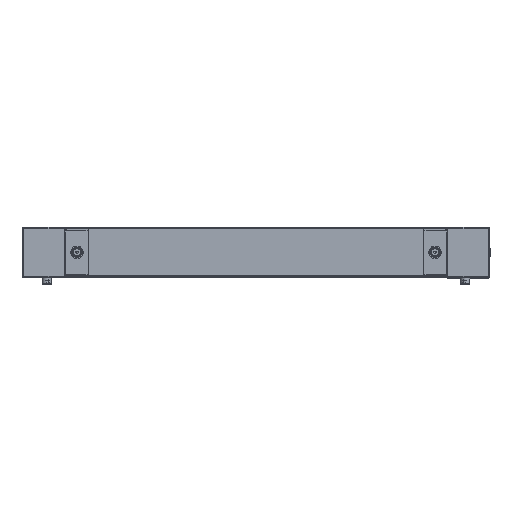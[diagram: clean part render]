
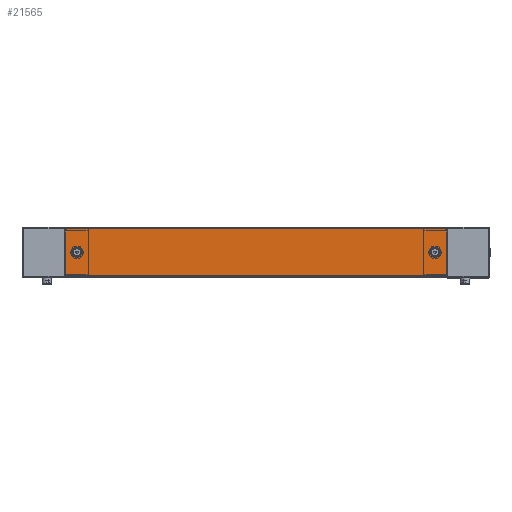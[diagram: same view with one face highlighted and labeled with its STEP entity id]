
A CAD part, top view. The second image highlights one B-rep face of the part: STEP entity #21565.
In plain terms, the highlighted face is planar.
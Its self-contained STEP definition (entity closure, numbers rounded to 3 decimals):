
#2151 = EDGE_LOOP ( 'NONE', ( #20465, #20466 ) ) ;
#2152 = EDGE_LOOP ( 'NONE', ( #20461, #20462, #20463, #20464 ) ) ;
#2154 = EDGE_LOOP ( 'NONE', ( #20459, #20460 ) ) ;
#3705 = CIRCLE ( 'NONE', #12167, 10. ) ;
#3719 = VECTOR ( 'NONE', #13143, 1000. ) ;
#3723 = VECTOR ( 'NONE', #13142, 1000. ) ;
#3725 = CIRCLE ( 'NONE', #12166, 10. ) ;
#3727 = LINE ( 'NONE', #13133, #3723 ) ;
#3729 = LINE ( 'NONE', #13141, #3719 ) ;
#3736 = VECTOR ( 'NONE', #13140, 1000. ) ;
#3739 = LINE ( 'NONE', #13139, #3736 ) ;
#3774 = VECTOR ( 'NONE', #13115, 1000. ) ;
#3790 = LINE ( 'NONE', #13114, #3774 ) ;
#3816 = CIRCLE ( 'NONE', #12180, 10. ) ;
#3822 = CIRCLE ( 'NONE', #12181, 10. ) ;
#7231 = FACE_BOUND ( 'NONE', #2151, .T. ) ;
#7239 = FACE_OUTER_BOUND ( 'NONE', #2152, .T. ) ;
#8626 = FACE_BOUND ( 'NONE', #2154, .T. ) ;
#8637 = VERTEX_POINT ( 'NONE', #9042 ) ;
#8671 = VERTEX_POINT ( 'NONE', #9068 ) ;
#8676 = VERTEX_POINT ( 'NONE', #9071 ) ;
#9042 = CARTESIAN_POINT ( 'NONE',  ( -389., -47.9, 0. ) ) ;
#9068 = CARTESIAN_POINT ( 'NONE',  ( -373.5, 0., 0. ) ) ;
#9071 = CARTESIAN_POINT ( 'NONE',  ( 389., -47.9, 0. ) ) ;
#12166 = AXIS2_PLACEMENT_3D ( 'NONE', #13136, #13137, #13138 ) ;
#12167 = AXIS2_PLACEMENT_3D ( 'NONE', #13147, #13148, #13149 ) ;
#12180 = AXIS2_PLACEMENT_3D ( 'NONE', #13075, #13076, #13077 ) ;
#12181 = AXIS2_PLACEMENT_3D ( 'NONE', #13068, #13070, #13071 ) ;
#13068 = CARTESIAN_POINT ( 'NONE',  ( 363.5, 0., 0. ) ) ;
#13070 = DIRECTION ( 'NONE',  ( 0., 0., -1. ) ) ;
#13071 = DIRECTION ( 'NONE',  ( -1., 0., 0. ) ) ;
#13075 = CARTESIAN_POINT ( 'NONE',  ( -363.5, 0., 0. ) ) ;
#13076 = DIRECTION ( 'NONE',  ( 0., 0., 1. ) ) ;
#13077 = DIRECTION ( 'NONE',  ( 1., 0., 0. ) ) ;
#13114 = CARTESIAN_POINT ( 'NONE',  ( 389., 48., 0. ) ) ;
#13115 = DIRECTION ( 'NONE',  ( 0., 1., 0. ) ) ;
#13133 = CARTESIAN_POINT ( 'NONE',  ( 389., -47.9, 0. ) ) ;
#13136 = CARTESIAN_POINT ( 'NONE',  ( -363.5, 0., 0. ) ) ;
#13137 = DIRECTION ( 'NONE',  ( 0., 0., 1. ) ) ;
#13138 = DIRECTION ( 'NONE',  ( 1., 0., 0. ) ) ;
#13139 = CARTESIAN_POINT ( 'NONE',  ( -389., 48., 0. ) ) ;
#13140 = DIRECTION ( 'NONE',  ( 0., -1., 0. ) ) ;
#13141 = CARTESIAN_POINT ( 'NONE',  ( -389., 47.9, 0. ) ) ;
#13142 = DIRECTION ( 'NONE',  ( -1., 0., 0. ) ) ;
#13143 = DIRECTION ( 'NONE',  ( 1., 0., 0. ) ) ;
#13147 = CARTESIAN_POINT ( 'NONE',  ( 363.5, 0., 0. ) ) ;
#13148 = DIRECTION ( 'NONE',  ( 0., 0., -1. ) ) ;
#13149 = DIRECTION ( 'NONE',  ( -1., 0., 0. ) ) ;
#17012 = CARTESIAN_POINT ( 'NONE',  ( -389., -48., 0. ) ) ;
#17013 = PLANE ( 'NONE',  #23168 ) ;
#17014 = DIRECTION ( 'NONE',  ( 0., 0., 1. ) ) ;
#17015 = DIRECTION ( 'NONE',  ( 1., 0., 0. ) ) ;
#18538 = VERTEX_POINT ( 'NONE', #22857 ) ;
#18614 = VERTEX_POINT ( 'NONE', #19493 ) ;
#18661 = VERTEX_POINT ( 'NONE', #19540 ) ;
#18665 = VERTEX_POINT ( 'NONE', #19544 ) ;
#18666 = VERTEX_POINT ( 'NONE', #19545 ) ;
#19493 = CARTESIAN_POINT ( 'NONE',  ( 373.5, 0., 0. ) ) ;
#19540 = CARTESIAN_POINT ( 'NONE',  ( -389., 47.9, 0. ) ) ;
#19544 = CARTESIAN_POINT ( 'NONE',  ( 389., 47.9, 0. ) ) ;
#19545 = CARTESIAN_POINT ( 'NONE',  ( 353.5, 0., 0. ) ) ;
#20459 = ORIENTED_EDGE ( 'NONE', *, *, #24700, .T. ) ;
#20460 = ORIENTED_EDGE ( 'NONE', *, *, #24725, .T. ) ;
#20461 = ORIENTED_EDGE ( 'NONE', *, *, #24727, .T. ) ;
#20462 = ORIENTED_EDGE ( 'NONE', *, *, #24726, .F. ) ;
#20463 = ORIENTED_EDGE ( 'NONE', *, *, #24728, .T. ) ;
#20464 = ORIENTED_EDGE ( 'NONE', *, *, #24715, .F. ) ;
#20465 = ORIENTED_EDGE ( 'NONE', *, *, #24730, .F. ) ;
#20466 = ORIENTED_EDGE ( 'NONE', *, *, #24698, .F. ) ;
#21565 = ADVANCED_FACE ( 'NONE', ( #8626, #7239, #7231 ), #17013, .F. ) ;
#22857 = CARTESIAN_POINT ( 'NONE',  ( -353.5, 0., 0. ) ) ;
#23168 = AXIS2_PLACEMENT_3D ( 'NONE', #17012, #17014, #17015 ) ;
#24698 = EDGE_CURVE ( 'NONE', #18614, #18666, #3822, .T. ) ;
#24700 = EDGE_CURVE ( 'NONE', #18538, #8671, #3816, .T. ) ;
#24715 = EDGE_CURVE ( 'NONE', #8676, #18665, #3790, .T. ) ;
#24725 = EDGE_CURVE ( 'NONE', #8671, #18538, #3725, .T. ) ;
#24726 = EDGE_CURVE ( 'NONE', #18661, #8637, #3739, .T. ) ;
#24727 = EDGE_CURVE ( 'NONE', #8676, #8637, #3727, .T. ) ;
#24728 = EDGE_CURVE ( 'NONE', #18661, #18665, #3729, .T. ) ;
#24730 = EDGE_CURVE ( 'NONE', #18666, #18614, #3705, .T. ) ;
